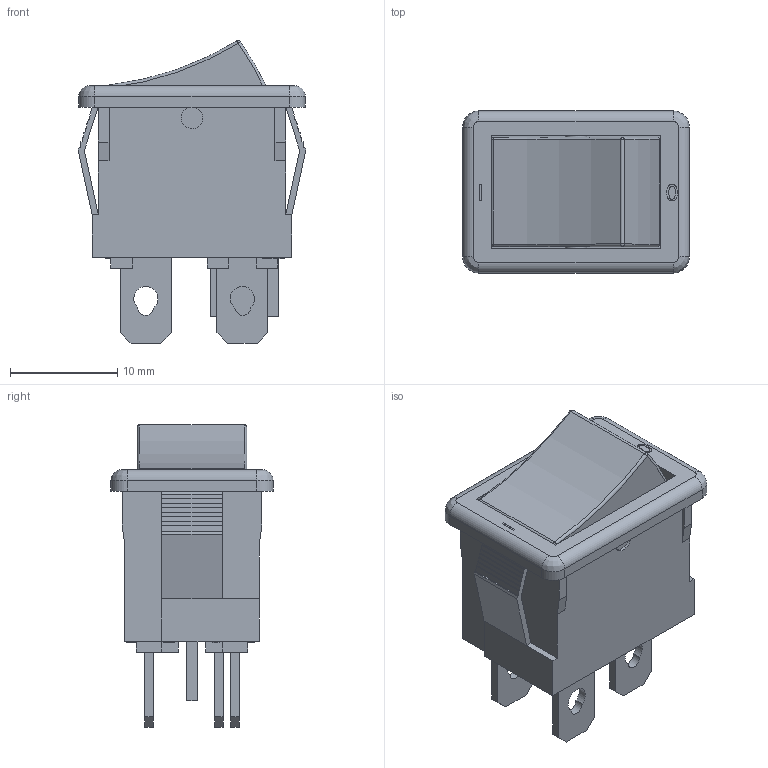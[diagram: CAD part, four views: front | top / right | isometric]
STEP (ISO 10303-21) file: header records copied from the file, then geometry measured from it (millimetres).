
FILE_DESCRIPTION((' '),'2;1');
FILE_NAME('R1973AxxxxxxEFx.stp','2017-07-28T15:27:03',(' '),(' '),' ','ACIS',' ');
FILE_SCHEMA(('CONFIG_CONTROL_DESIGN'));
Length unit declared in the file: inch
Products named in the file (1): R1973AxxxxxxEFx.stp
Bounding box: 21.2 x 15.1 x 28.2 mm (x, y, z)
Volume: 2137.1 mm3; surface area: 4698 mm2
Topology: 1 solids, 1 shells, 906 faces, 2493 edges, 1643 vertices
Faces by surface type: plane 581, bspline 272, cylinder 43, torus 6, sphere 4
Full cylindrical faces by diameter (mm): 2 x4
Entity records: 30046 total; most frequent: CARTESIAN_POINT 8635, ORIENTED_EDGE 4970, DIRECTION 3330, EDGE_CURVE 2485, VECTOR 1836, LINE 1836, VERTEX_POINT 1639, EDGE_LOOP 999
